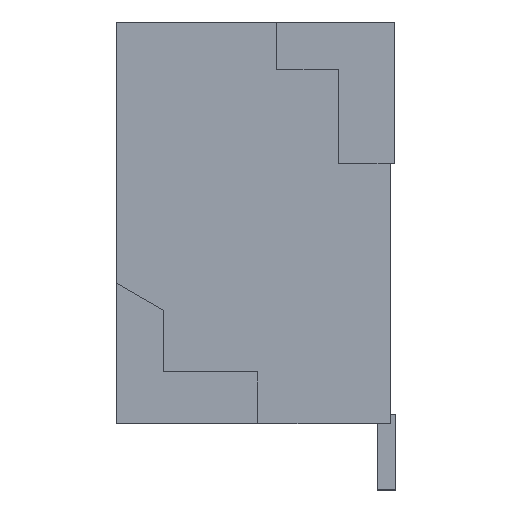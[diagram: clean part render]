
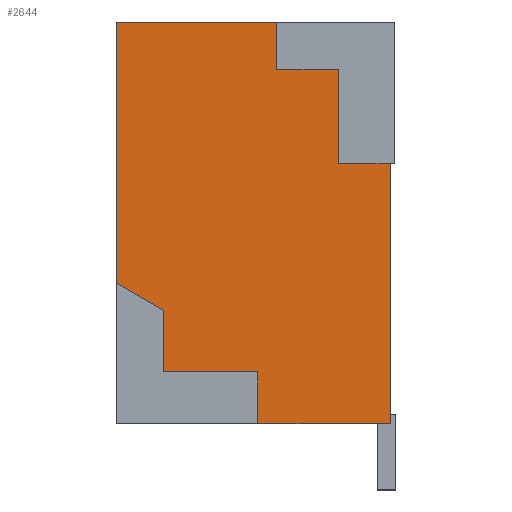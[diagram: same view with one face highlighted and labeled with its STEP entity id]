
A CAD part, left-side view. The second image highlights one B-rep face of the part: STEP entity #2644.
In plain terms, the highlighted planar face has unit normal (-1, 0, 0).
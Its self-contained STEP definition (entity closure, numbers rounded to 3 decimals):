
#40=FACE_OUTER_BOUND('',#174,.T.);
#174=EDGE_LOOP('',(#1772,#1773,#1774,#1775,#1776,#1777,#1778,#1779,#1780,
#1781,#1782,#1783));
#312=LINE('',#3570,#676);
#352=LINE('',#3651,#716);
#383=LINE('',#3713,#747);
#397=LINE('',#3740,#761);
#409=LINE('',#3764,#773);
#410=LINE('',#3765,#774);
#411=LINE('',#3767,#775);
#412=LINE('',#3769,#776);
#413=LINE('',#3770,#777);
#414=LINE('',#3772,#778);
#415=LINE('',#3774,#779);
#416=LINE('',#3775,#780);
#676=VECTOR('',#2927,1000.);
#716=VECTOR('',#2983,1000.);
#747=VECTOR('',#3016,1000.);
#761=VECTOR('',#3038,1000.);
#773=VECTOR('',#3056,1000.);
#774=VECTOR('',#3057,1000.);
#775=VECTOR('',#3058,1000.);
#776=VECTOR('',#3059,1000.);
#777=VECTOR('',#3060,1000.);
#778=VECTOR('',#3061,1000.);
#779=VECTOR('',#3062,1000.);
#780=VECTOR('',#3063,1000.);
#1031=VERTEX_POINT('',#3551);
#1039=VERTEX_POINT('',#3568);
#1071=VERTEX_POINT('',#3648);
#1072=VERTEX_POINT('',#3650);
#1102=VERTEX_POINT('',#3712);
#1111=VERTEX_POINT('',#3738);
#1119=VERTEX_POINT('',#3762);
#1120=VERTEX_POINT('',#3763);
#1121=VERTEX_POINT('',#3766);
#1122=VERTEX_POINT('',#3768);
#1123=VERTEX_POINT('',#3771);
#1124=VERTEX_POINT('',#3773);
#1282=EDGE_CURVE('',#1039,#1031,#312,.T.);
#1322=EDGE_CURVE('',#1072,#1071,#352,.T.);
#1353=EDGE_CURVE('',#1102,#1031,#383,.T.);
#1367=EDGE_CURVE('',#1111,#1039,#397,.T.);
#1379=EDGE_CURVE('',#1119,#1120,#409,.T.);
#1380=EDGE_CURVE('',#1120,#1072,#410,.T.);
#1381=EDGE_CURVE('',#1071,#1121,#411,.T.);
#1382=EDGE_CURVE('',#1121,#1122,#412,.T.);
#1383=EDGE_CURVE('',#1122,#1102,#413,.T.);
#1384=EDGE_CURVE('',#1111,#1123,#414,.T.);
#1385=EDGE_CURVE('',#1123,#1124,#415,.T.);
#1386=EDGE_CURVE('',#1124,#1119,#416,.T.);
#1772=ORIENTED_EDGE('',*,*,#1379,.T.);
#1773=ORIENTED_EDGE('',*,*,#1380,.T.);
#1774=ORIENTED_EDGE('',*,*,#1322,.T.);
#1775=ORIENTED_EDGE('',*,*,#1381,.T.);
#1776=ORIENTED_EDGE('',*,*,#1382,.T.);
#1777=ORIENTED_EDGE('',*,*,#1383,.T.);
#1778=ORIENTED_EDGE('',*,*,#1353,.T.);
#1779=ORIENTED_EDGE('',*,*,#1282,.F.);
#1780=ORIENTED_EDGE('',*,*,#1367,.F.);
#1781=ORIENTED_EDGE('',*,*,#1384,.T.);
#1782=ORIENTED_EDGE('',*,*,#1385,.T.);
#1783=ORIENTED_EDGE('',*,*,#1386,.T.);
#2377=PLANE('',#2791);
#2644=ADVANCED_FACE('',(#40),#2377,.F.);
#2791=AXIS2_PLACEMENT_3D('',#3761,#3054,#3055);
#2927=DIRECTION('',(0.,-1.,0.));
#2983=DIRECTION('',(0.,0.,1.));
#3016=DIRECTION('',(0.,0.,1.));
#3038=DIRECTION('',(0.,0.,1.));
#3054=DIRECTION('center_axis',(1.,0.,0.));
#3055=DIRECTION('ref_axis',(0.,0.,
-1.));
#3056=DIRECTION('',(0.,0.,-1.));
#3057=DIRECTION('',(0.,-1.,0.));
#3058=DIRECTION('',(0.,1.,0.));
#3059=DIRECTION('',(0.,0.,1.));
#3060=DIRECTION('',(0.,1.,0.));
#3061=DIRECTION('',(0.,-0.866,-0.5));
#3062=DIRECTION('',(0.,0.,-1.));
#3063=DIRECTION('',(0.,-1.,0.));
#3551=CARTESIAN_POINT('',(-5.,1.555,3.895));
#3568=CARTESIAN_POINT('',(-5.,3.255,3.895));
#3570=CARTESIAN_POINT('',(-5.,3.255,3.895));
#3648=CARTESIAN_POINT('',(-5.,0.355,2.395));
#3650=CARTESIAN_POINT('',(-5.,0.355,-0.355));
#3651=CARTESIAN_POINT('',(-5.,0.355,-0.355));
#3712=CARTESIAN_POINT('',(-5.,1.555,3.395));
#3713=CARTESIAN_POINT('',(-5.,1.555,3.895));
#3738=CARTESIAN_POINT('',(-5.,3.255,1.134));
#3740=CARTESIAN_POINT('',(-5.,3.255,-0.355));
#3761=CARTESIAN_POINT('Origin',(-5.,3.255,-0.355));
#3762=CARTESIAN_POINT('',(-5.,1.755,0.195));
#3763=CARTESIAN_POINT('',(-5.,1.755,-0.355));
#3764=CARTESIAN_POINT('',(-5.,1.755,0.195));
#3765=CARTESIAN_POINT('',(-5.,3.255,-0.355));
#3766=CARTESIAN_POINT('',(-5.,0.905,2.395));
#3767=CARTESIAN_POINT('',(-5.,0.905,2.395));
#3768=CARTESIAN_POINT('',(-5.,0.905,3.395));
#3769=CARTESIAN_POINT('',(-5.,0.905,3.395));
#3770=CARTESIAN_POINT('',(-5.,1.555,3.395));
#3771=CARTESIAN_POINT('',(-5.,2.755,0.845));
#3772=CARTESIAN_POINT('',(-5.,2.755,0.845));
#3773=CARTESIAN_POINT('',(-5.,2.755,0.195));
#3774=CARTESIAN_POINT('',(-5.,2.755,0.195));
#3775=CARTESIAN_POINT('',(-5.,2.755,0.195));
